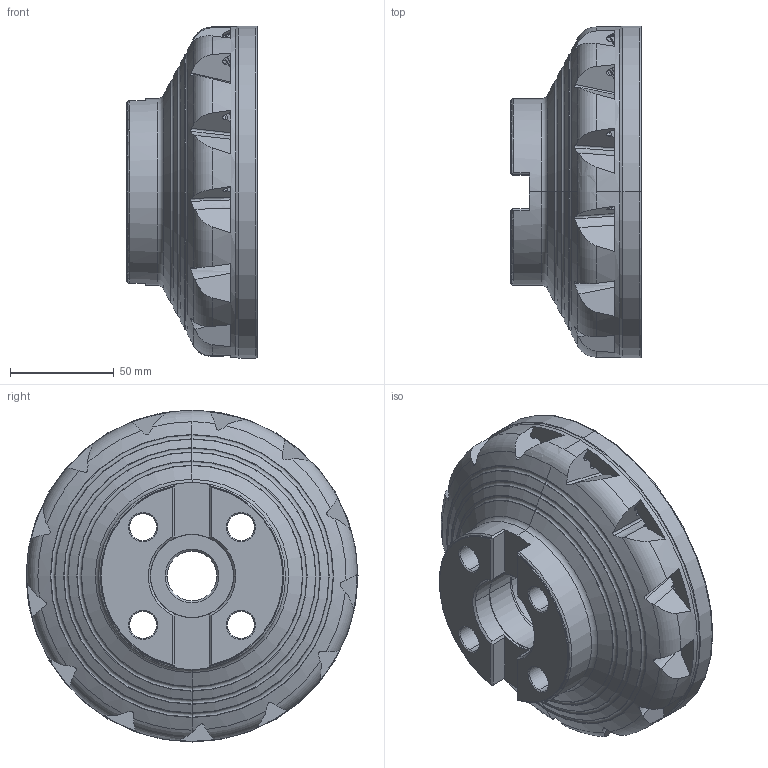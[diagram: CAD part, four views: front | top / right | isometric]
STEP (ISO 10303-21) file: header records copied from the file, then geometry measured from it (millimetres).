
FILE_DESCRIPTION (( 'STEP AP214' ), '1' );
FILE_NAME ('90PP-160-853-13.STEP', '2011-11-28T13:23:49', ( '' ), ( '' ), 'SwSTEP 2.0', 'SolidWorks 2010', '' );
FILE_SCHEMA (( 'AUTOMOTIVE_DESIGN' ));
Length unit declared in the file: millimetre
Products named in the file (1): 90PP-160-853-13
Bounding box: 63 x 160 x 160 mm (x, y, z)
Volume: 691624.2 mm3; surface area: 88061.4 mm2
Topology: 1 solids, 1 shells, 601 faces, 1751 edges, 1105 vertices
Faces by surface type: cylinder 226, plane 209, torus 94, cone 46, bspline 26
Entity records: 21659 total; most frequent: CARTESIAN_POINT 6769, ORIENTED_EDGE 3502, DIRECTION 2767, EDGE_CURVE 1751, VERTEX_POINT 1105, AXIS2_PLACEMENT_3D 1013, VECTOR 741, LINE 741
